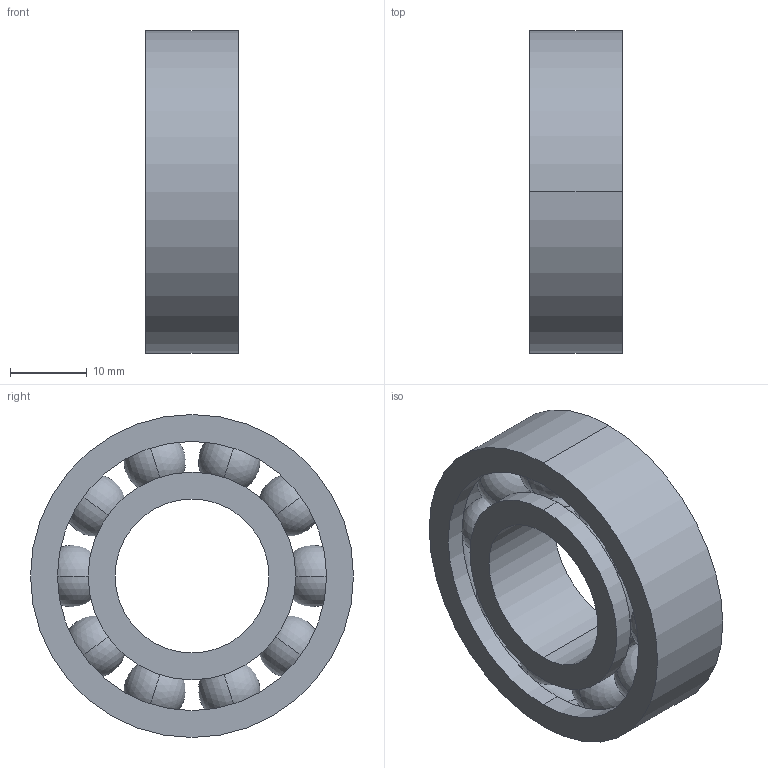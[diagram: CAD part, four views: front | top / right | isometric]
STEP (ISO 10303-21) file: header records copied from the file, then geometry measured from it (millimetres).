
FILE_DESCRIPTION (( 'STEP AP203' ), '1' );
FILE_NAME ('mbear_Default_sldprt.STEP', '2023-11-23T14:39:43', ( '' ), ( '' ), 'SwSTEP 2.0', 'SolidWorks 2022', '' );
FILE_SCHEMA (( 'CONFIG_CONTROL_DESIGN' ));
Length unit declared in the file: millimetre
Products named in the file (1): mbear_Default_sldprt
Bounding box: 12 x 42 x 42 mm (x, y, z)
Volume: 8947.5 mm3; surface area: 8331.1 mm2
Topology: 12 solids, 12 shells, 42 faces, 114 edges, 76 vertices
Faces by surface type: sphere 20, cylinder 12, torus 6, plane 4
Entity records: 1043 total; most frequent: DIRECTION 202, CARTESIAN_POINT 153, ORIENTED_EDGE 128, AXIS2_PLACEMENT_3D 95, EDGE_CURVE 64, CIRCLE 52, EDGE_LOOP 46, VERTEX_POINT 46
